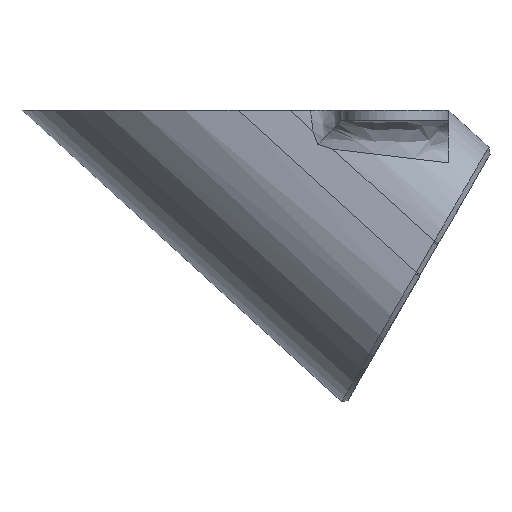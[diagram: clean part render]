
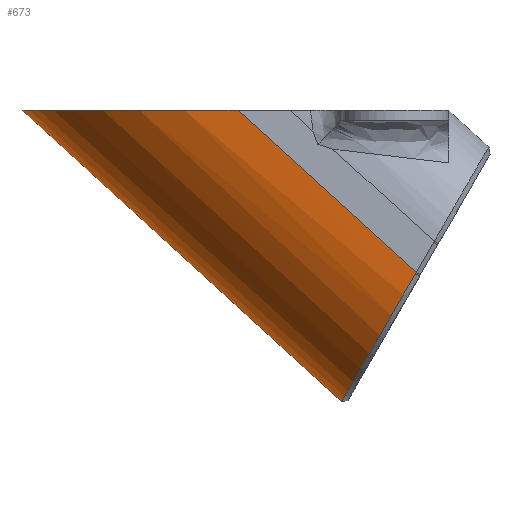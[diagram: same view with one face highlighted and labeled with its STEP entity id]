
A CAD part, left-side view. The second image highlights one B-rep face of the part: STEP entity #673.
In plain terms, the highlighted cylindrical face has radius 15 mm (diameter 30 mm), a partial arc.
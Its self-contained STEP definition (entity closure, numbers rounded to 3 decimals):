
#28=ELLIPSE('',#719,22.277,15.);
#42=CYLINDRICAL_SURFACE('',#718,15.);
#81=FACE_OUTER_BOUND('',#119,.T.);
#119=EDGE_LOOP('',(#500,#501,#502,#503,#504));
#155=B_SPLINE_CURVE_WITH_KNOTS('',3,(#1107,#1108,#1109,#1110,#1111,#1112),
 .UNSPECIFIED.,.F.,.F.,(4,1,1,4),(-1.571,-0.898,-0.449,
0.),.UNSPECIFIED.);
#159=B_SPLINE_CURVE_WITH_KNOTS('',3,(#1168,#1169,#1170,#1171),
 .UNSPECIFIED.,.F.,.F.,(4,4),(1.486,1.497),
 .UNSPECIFIED.);
#201=LINE('',#1208,#249);
#203=LINE('',#1212,#251);
#249=VECTOR('',#797,10.);
#251=VECTOR('',#801,10.);
#292=VERTEX_POINT('',#1077);
#294=VERTEX_POINT('',#1105);
#295=VERTEX_POINT('',#1144);
#301=VERTEX_POINT('',#1207);
#302=VERTEX_POINT('',#1211);
#365=EDGE_CURVE('',#294,#292,#155,.T.);
#373=EDGE_CURVE('',#295,#294,#159,.T.);
#380=EDGE_CURVE('',#301,#292,#201,.T.);
#382=EDGE_CURVE('',#295,#302,#203,.T.);
#383=EDGE_CURVE('',#302,#301,#28,.T.);
#500=ORIENTED_EDGE('',*,*,#365,.F.);
#501=ORIENTED_EDGE('',*,*,#373,.F.);
#502=ORIENTED_EDGE('',*,*,#382,.T.);
#503=ORIENTED_EDGE('',*,*,#383,.T.);
#504=ORIENTED_EDGE('',*,*,#380,.T.);
#673=ADVANCED_FACE('',(#81),#42,.T.);
#718=AXIS2_PLACEMENT_3D('',#1210,#799,#800);
#719=AXIS2_PLACEMENT_3D('',#1213,#802,#803);
#797=DIRECTION('',(0.,-0.739,-0.673));
#799=DIRECTION('center_axis',(0.,-0.739,-0.673));
#800=DIRECTION('ref_axis',(-0.707,0.476,-0.523));
#801=DIRECTION('',(0.,0.739,0.673));
#802=DIRECTION('center_axis',(0.,0.,
-1.));
#803=DIRECTION('ref_axis',(0.,1.,0.));
#1077=CARTESIAN_POINT('',(33.,-15.467,-37.375));
#1105=CARTESIAN_POINT('',(18.,-23.081,-24.164));
#1107=CARTESIAN_POINT('Ctrl Pts',(18.,-23.081,-24.164));
#1108=CARTESIAN_POINT('Ctrl Pts',(18.024,-21.358,-27.148));
#1109=CARTESIAN_POINT('Ctrl Pts',(20.027,-18.515,-32.079));
#1110=CARTESIAN_POINT('Ctrl Pts',(26.324,-15.983,-36.478));
#1111=CARTESIAN_POINT('Ctrl Pts',(30.772,-15.467,-37.375));
#1112=CARTESIAN_POINT('Ctrl Pts',(33.,-15.467,-37.375));
#1144=CARTESIAN_POINT('',(18.,-23.136,-24.07));
#1168=CARTESIAN_POINT('Ctrl Pts',(18.,-23.136,-24.07));
#1169=CARTESIAN_POINT('Ctrl Pts',(18.,-23.117,-24.101));
#1170=CARTESIAN_POINT('Ctrl Pts',(18.,-23.099,-24.133));
#1171=CARTESIAN_POINT('Ctrl Pts',(18.,-23.081,-24.164));
#1207=CARTESIAN_POINT('',(33.,17.5,-7.35));
#1208=CARTESIAN_POINT('',(33.,7.094,-16.827));
#1210=CARTESIAN_POINT('Origin',(33.,-3.006,-5.737));
#1211=CARTESIAN_POINT('',(18.,-4.777,-7.35));
#1212=CARTESIAN_POINT('',(18.,-3.006,-5.737));
#1213=CARTESIAN_POINT('Origin',(33.,-4.777,-7.35));
